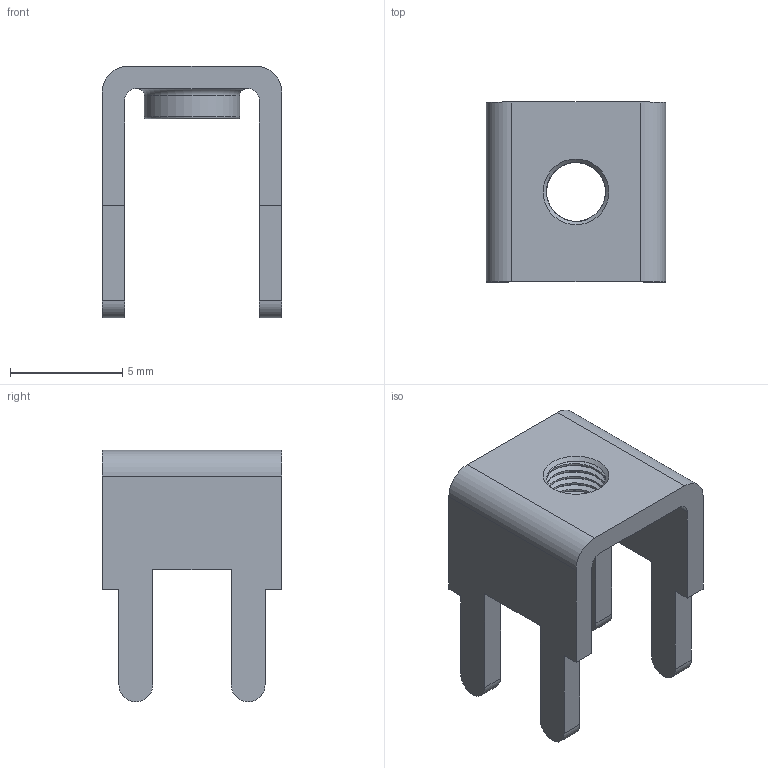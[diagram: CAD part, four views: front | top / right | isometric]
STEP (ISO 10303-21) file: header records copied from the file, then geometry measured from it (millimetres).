
FILE_DESCRIPTION(/* description */ ('Unknown'),/* implementation_level */ '2;1');
FILE_NAME(/* name */ '7771-SEMS',/* time_stamp */ '2024-01-19T11:46:41+02:00',/* author */ ('Unknown'),/* organization */ ('Unknown'),/* preprocessor_version */ 'ST-DEVELOPER v18.102',/* originating_system */ 'Solid Edge',/* authorisation */ 'Unknown');
FILE_SCHEMA (('AUTOMOTIVE_DESIGN {1 0 10303 214 3 1 1}'));
Length unit declared in the file: millimetre
Products named in the file (1): 7771-SEMS
Bounding box: 8 x 8 x 11.2 mm (x, y, z)
Volume: 171.5 mm3; surface area: 458.4 mm2
Topology: 1 solids, 1 shells, 48 faces, 131 edges, 86 vertices
Faces by surface type: plane 25, cylinder 17, torus 2, cone 2, bspline 2
Full cylindrical faces by diameter (mm): 2.621 x6, 4.25 x1
Entity records: 3100 total; most frequent: CARTESIAN_POINT 2056, ORIENTED_EDGE 208, DIRECTION 206, EDGE_CURVE 104, VERTEX_POINT 71, AXIS2_PLACEMENT_3D 69, LINE 68, VECTOR 68
